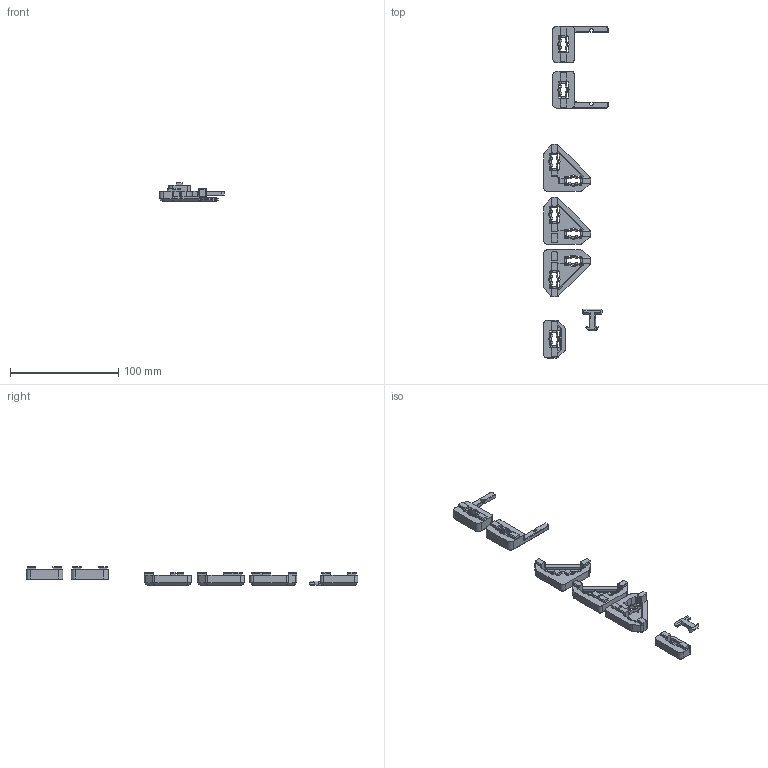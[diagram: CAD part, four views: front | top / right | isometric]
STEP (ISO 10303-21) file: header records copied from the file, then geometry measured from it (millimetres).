
FILE_DESCRIPTION(/* description */ (''),/* implementation_level */ '2;1');
FILE_NAME(/* name */ 'QuickReleaseClips.step',/* time_stamp */ '2022-09-03T10:44:48-05:00',/* author */ (''),/* organization */ (''),/* preprocessor_version */ 'ST-DEVELOPER v19',/* originating_system */ 'Autodesk Translation Framework v11.7.0.108',/* authorisation */ '');
FILE_SCHEMA (('AUTOMOTIVE_DESIGN { 1 0 10303 214 3 1 1 }'));
Length unit declared in the file: millimetre
Products named in the file (1): (Unsaved)
Bounding box: 59.91 x 306.93 x 17.44 mm (x, y, z)
Volume: 40012.7 mm3; surface area: 25626.1 mm2
Topology: 7 solids, 7 shells, 994 faces, 2787 edges, 1807 vertices
Faces by surface type: plane 590, cylinder 325, cone 77, torus 2
Full cylindrical faces by diameter (mm): 1.5 x18
Entity records: 32148 total; most frequent: CARTESIAN_POINT 5679, DIRECTION 5617, ORIENTED_EDGE 5566, EDGE_CURVE 2783, LINE 1891, VECTOR 1891, AXIS2_PLACEMENT_3D 1863, VERTEX_POINT 1807
